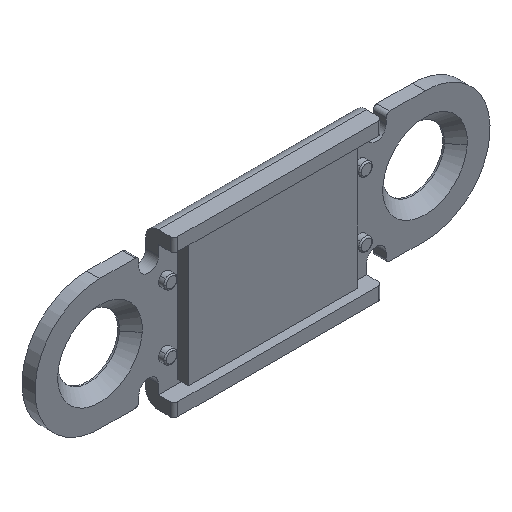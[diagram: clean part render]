
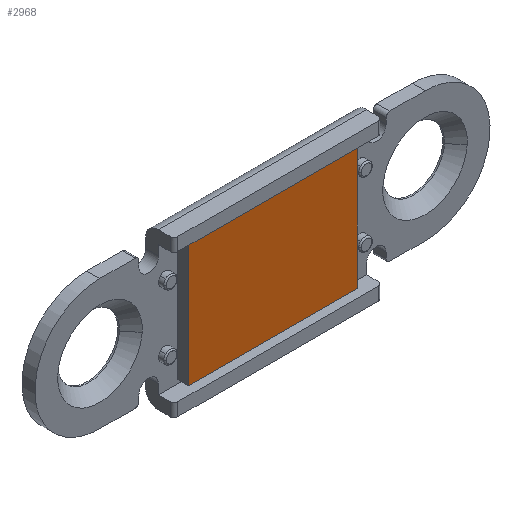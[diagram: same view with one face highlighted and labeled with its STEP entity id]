
A CAD part, isometric view. The second image highlights one B-rep face of the part: STEP entity #2968.
In plain terms, the highlighted free-form (B-spline) face has degree [1, 1] with [2, 2] control points.
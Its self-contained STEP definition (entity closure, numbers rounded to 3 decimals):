
#2933=CARTESIAN_POINT('',(-7.149,-1.8,-5.225));
#2934=CARTESIAN_POINT('',(7.149,-1.8,-5.225));
#2935=CARTESIAN_POINT('',(-7.149,-1.8,5.225));
#2936=CARTESIAN_POINT('',(7.149,-1.8,5.225));
#2937=B_SPLINE_SURFACE_WITH_KNOTS('',1,1,((#2933,#2935),(#2934,#2936)),.UNSPECIFIED.,.F.,.F.,.U.,(2,2),(2,2),(0.0,14.299),(0.0,10.449),.UNSPECIFIED.);
#2938=CARTESIAN_POINT('',(6.5,-1.8,-4.75));
#2939=VERTEX_POINT('',#2938);
#2940=CARTESIAN_POINT('',(6.5,-1.8,4.75));
#2941=VERTEX_POINT('',#2940);
#2942=CARTESIAN_POINT('',(6.5,-1.8,-4.75));
#2943=CARTESIAN_POINT('',(6.5,-1.8,4.75));
#2944=QUASI_UNIFORM_CURVE('',1,(#2942,#2943),.UNSPECIFIED.,.F.,.U.);
#2945=EDGE_CURVE('',#2939,#2941,#2944,.T.);
#2946=ORIENTED_EDGE('',*,*,#2945,.T.);
#2947=CARTESIAN_POINT('',(-6.5,-1.8,4.75));
#2948=VERTEX_POINT('',#2947);
#2949=CARTESIAN_POINT('',(6.5,-1.8,4.75));
#2950=CARTESIAN_POINT('',(-6.5,-1.8,4.75));
#2951=QUASI_UNIFORM_CURVE('',1,(#2949,#2950),.UNSPECIFIED.,.F.,.U.);
#2952=EDGE_CURVE('',#2941,#2948,#2951,.T.);
#2953=ORIENTED_EDGE('',*,*,#2952,.T.);
#2954=CARTESIAN_POINT('',(-6.5,-1.8,-4.75));
#2955=VERTEX_POINT('',#2954);
#2956=CARTESIAN_POINT('',(-6.5,-1.8,4.75));
#2957=CARTESIAN_POINT('',(-6.5,-1.8,-4.75));
#2958=QUASI_UNIFORM_CURVE('',1,(#2956,#2957),.UNSPECIFIED.,.F.,.U.);
#2959=EDGE_CURVE('',#2948,#2955,#2958,.T.);
#2960=ORIENTED_EDGE('',*,*,#2959,.T.);
#2961=CARTESIAN_POINT('',(-6.5,-1.8,-4.75));
#2962=CARTESIAN_POINT('',(6.5,-1.8,-4.75));
#2963=QUASI_UNIFORM_CURVE('',1,(#2961,#2962),.UNSPECIFIED.,.F.,.U.);
#2964=EDGE_CURVE('',#2955,#2939,#2963,.T.);
#2965=ORIENTED_EDGE('',*,*,#2964,.T.);
#2966=EDGE_LOOP('',(#2946,#2953,#2960,#2965));
#2967=FACE_OUTER_BOUND('',#2966,.T.);
#2968=ADVANCED_FACE('',(#2967),#2937,.T.);
